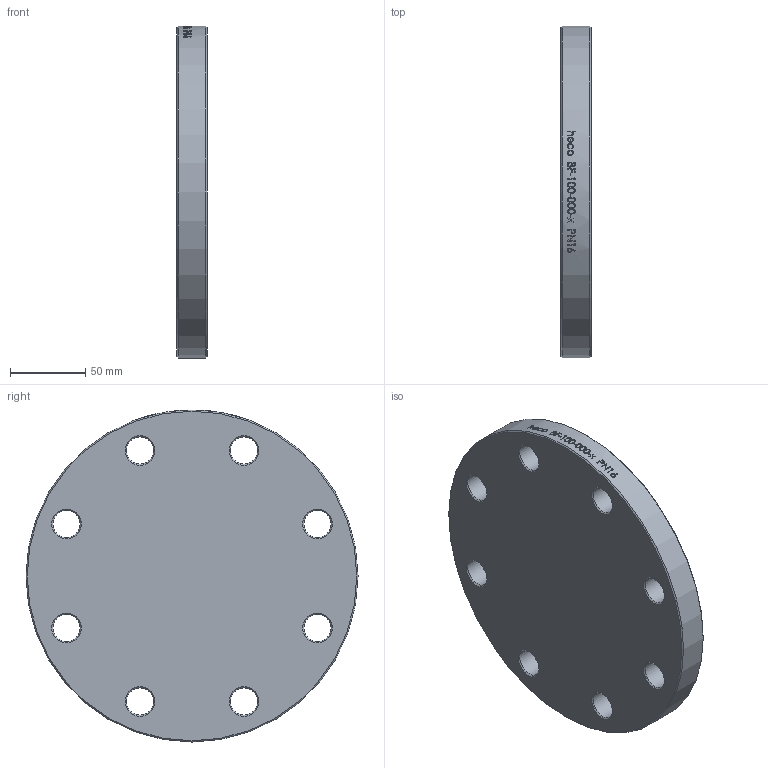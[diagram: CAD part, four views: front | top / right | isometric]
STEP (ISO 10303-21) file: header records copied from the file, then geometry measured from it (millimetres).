
FILE_DESCRIPTION (( 'STEP AP214' ), '1' );
FILE_NAME ('BF-100-000-x Blindflansch PN16 DIN2527 EN1092 2103.STEP', '2021-03-05T09:18:00', ( '' ), ( '' ), 'SwSTEP 2.0', 'SolidWorks 2019', '' );
FILE_SCHEMA (( 'AUTOMOTIVE_DESIGN' ));
Length unit declared in the file: millimetre
Products named in the file (1): BF-100-000-x Blindflansch PN16 DIN2527 EN1092 2103
Bounding box: 20 x 220 x 220 mm (x, y, z)
Volume: 718331.2 mm3; surface area: 93752.7 mm2
Topology: 1 solids, 1 shells, 60 faces, 268 edges, 240 vertices
Faces by surface type: cylinder 40, cone 18, plane 2
Full cylindrical faces by diameter (mm): 18 x8, 220 x1
Entity records: 6929 total; most frequent: CARTESIAN_POINT 4667, ORIENTED_EDGE 458, DIRECTION 304, EDGE_CURVE 229, VERTEX_POINT 229, AXIS2_PLACEMENT_3D 137, EDGE_LOOP 134, B_SPLINE_CURVE_WITH_KNOTS 123
